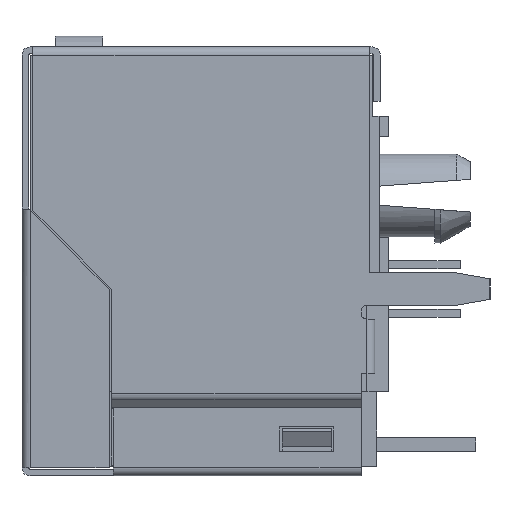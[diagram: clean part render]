
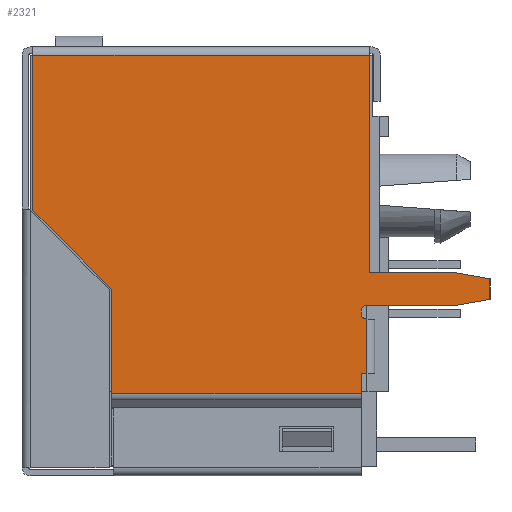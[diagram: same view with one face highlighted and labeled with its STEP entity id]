
A CAD part, left-side view. The second image highlights one B-rep face of the part: STEP entity #2321.
In plain terms, the highlighted planar face has unit normal (-1, 0, 0).
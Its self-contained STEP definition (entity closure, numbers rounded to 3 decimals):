
#13 = EDGE_CURVE ( 'NONE', #1547, #2925, #7612, .T. ) ;
#102 = CARTESIAN_POINT ( 'NONE',  ( -8.255, -12.44, 15.25 ) ) ;
#884 = LINE ( 'NONE', #21773, #13378 ) ;
#1104 = CARTESIAN_POINT ( 'NONE',  ( -8.255, -12.44, 15.55 ) ) ;
#1147 = CARTESIAN_POINT ( 'NONE',  ( -8.255, -12.14, 2.818 ) ) ;
#1260 = LINE ( 'NONE', #8144, #1785 ) ;
#1282 = CARTESIAN_POINT ( 'NONE',  ( -8.255, -16.82, 6.272 ) ) ;
#1371 = EDGE_CURVE ( 'NONE', #22239, #1547, #20727, .T. ) ;
#1547 = VERTEX_POINT ( 'NONE', #14516 ) ;
#1594 = LINE ( 'NONE', #8587, #14787 ) ;
#1609 = EDGE_CURVE ( 'NONE', #18512, #15168, #6773, .T. ) ;
#1785 = VECTOR ( 'NONE', #11654, 1000. ) ;
#1801 = EDGE_LOOP ( 'NONE', ( #13746, #3353, #19672, #17022, #8550, #17754, #5539, #19781, #17469, #17755, #21407, #8924, #21629, #6936, #5998, #4405, #4491 ) ) ;
#2247 = VECTOR ( 'NONE', #6388, 1000. ) ;
#2321 = ADVANCED_FACE ( 'NONE', ( #13411 ), #13192, .T. ) ;
#2502 = CARTESIAN_POINT ( 'NONE',  ( -8.255, -12.14, 5.76 ) ) ;
#2516 = LINE ( 'NONE', #17782, #11308 ) ;
#2739 = VERTEX_POINT ( 'NONE', #5228 ) ;
#2751 = DIRECTION ( 'NONE',  ( 0., -0.985, 0.174 ) ) ;
#2925 = VERTEX_POINT ( 'NONE', #2502 ) ;
#3141 = CARTESIAN_POINT ( 'NONE',  ( -8.255, -0.09, 9.55 ) ) ;
#3323 = AXIS2_PLACEMENT_3D ( 'NONE', #1104, #13294, #4932 ) ;
#3353 = ORIENTED_EDGE ( 'NONE', *, *, #15197, .T. ) ;
#3759 = VERTEX_POINT ( 'NONE', #14652 ) ;
#4305 = CARTESIAN_POINT ( 'NONE',  ( -8.255, -16.87, 7.04 ) ) ;
#4405 = ORIENTED_EDGE ( 'NONE', *, *, #21538, .F. ) ;
#4491 = ORIENTED_EDGE ( 'NONE', *, *, #18486, .T. ) ;
#4872 = CARTESIAN_POINT ( 'NONE',  ( -8.255, -12.14, 5.86 ) ) ;
#4932 = DIRECTION ( 'NONE',  ( 0., 0., 1. ) ) ;
#5024 = LINE ( 'NONE', #11586, #16618 ) ;
#5086 = EDGE_CURVE ( 'NONE', #8862, #19281, #5024, .T. ) ;
#5144 = DIRECTION ( 'NONE',  ( 1., 0., 0. ) ) ;
#5228 = CARTESIAN_POINT ( 'NONE',  ( -8.255, -15.62, 6.06 ) ) ;
#5253 = DIRECTION ( 'NONE',  ( 0., 0., 1. ) ) ;
#5525 = EDGE_CURVE ( 'NONE', #2739, #19563, #9758, .T. ) ;
#5539 = ORIENTED_EDGE ( 'NONE', *, *, #1609, .T. ) ;
#5721 = CARTESIAN_POINT ( 'NONE',  ( -8.255, -12.14, 3.56 ) ) ;
#5998 = ORIENTED_EDGE ( 'NONE', *, *, #5525, .T. ) ;
#6244 = LINE ( 'NONE', #9231, #7976 ) ;
#6388 = DIRECTION ( 'NONE',  ( 0., 0., 1. ) ) ;
#6530 = LINE ( 'NONE', #20534, #18449 ) ;
#6690 = DIRECTION ( 'NONE',  ( 1., 0., 0. ) ) ;
#6723 = EDGE_CURVE ( 'NONE', #18884, #21403, #8276, .T. ) ;
#6773 = LINE ( 'NONE', #15138, #14577 ) ;
#6936 = ORIENTED_EDGE ( 'NONE', *, *, #17920, .T. ) ;
#6937 = VECTOR ( 'NONE', #14602, 1000. ) ;
#7282 = CARTESIAN_POINT ( 'NONE',  ( -8.255, -12.34, 3.56 ) ) ;
#7612 = CIRCLE ( 'NONE', #18416, 0.2 ) ;
#7815 = LINE ( 'NONE', #20016, #14419 ) ;
#7976 = VECTOR ( 'NONE', #16112, 1000. ) ;
#8055 = CARTESIAN_POINT ( 'NONE',  ( -8.255, -12.34, 5.76 ) ) ;
#8093 = LINE ( 'NONE', #14983, #2247 ) ;
#8144 = CARTESIAN_POINT ( 'NONE',  ( -8.255, -12.44, -24.978 ) ) ;
#8276 = CIRCLE ( 'NONE', #20902, 0.2 ) ;
#8406 = CARTESIAN_POINT ( 'NONE',  ( -8.255, -12.14, 15.3 ) ) ;
#8550 = ORIENTED_EDGE ( 'NONE', *, *, #5086, .F. ) ;
#8587 = CARTESIAN_POINT ( 'NONE',  ( -8.255, -15.72, 7.26 ) ) ;
#8862 = VERTEX_POINT ( 'NONE', #21022 ) ;
#8924 = ORIENTED_EDGE ( 'NONE', *, *, #17193, .F. ) ;
#9166 = VECTOR ( 'NONE', #5253, 1000. ) ;
#9231 = CARTESIAN_POINT ( 'NONE',  ( -8.255, -12.39, 3.56 ) ) ;
#9395 = VECTOR ( 'NONE', #12877, 1000. ) ;
#9758 = LINE ( 'NONE', #1282, #18301 ) ;
#9860 = VERTEX_POINT ( 'NONE', #102 ) ;
#10052 = VERTEX_POINT ( 'NONE', #17117 ) ;
#10795 = EDGE_CURVE ( 'NONE', #19859, #15168, #6530, .T. ) ;
#11248 = CARTESIAN_POINT ( 'NONE',  ( -8.255, -0.09, 15.25 ) ) ;
#11274 = EDGE_CURVE ( 'NONE', #19281, #20003, #8093, .T. ) ;
#11308 = VECTOR ( 'NONE', #12700, 1000. ) ;
#11586 = CARTESIAN_POINT ( 'NONE',  ( -8.255, -3.39, 6.25 ) ) ;
#11654 = DIRECTION ( 'NONE',  ( 0., 0., 1. ) ) ;
#11682 = LINE ( 'NONE', #8406, #18026 ) ;
#12004 = CARTESIAN_POINT ( 'NONE',  ( -8.255, -12.34, 6.06 ) ) ;
#12034 = CARTESIAN_POINT ( 'NONE',  ( -8.255, -12.34, 15.55 ) ) ;
#12259 = DIRECTION ( 'NONE',  ( 0., -1., 0. ) ) ;
#12566 = LINE ( 'NONE', #4305, #6937 ) ;
#12638 = CARTESIAN_POINT ( 'NONE',  ( -8.255, -16.87, 6.28 ) ) ;
#12700 = DIRECTION ( 'NONE',  ( 0., 0., 1. ) ) ;
#12877 = DIRECTION ( 'NONE',  ( 0., -1., 0. ) ) ;
#13070 = EDGE_CURVE ( 'NONE', #18512, #8862, #2516, .T. ) ;
#13076 = DIRECTION ( 'NONE',  ( 0., 0.985, 0.174 ) ) ;
#13192 = PLANE ( 'NONE',  #3323 ) ;
#13294 = DIRECTION ( 'NONE',  ( -1., 0., 0. ) ) ;
#13378 = VECTOR ( 'NONE', #13076, 1000. ) ;
#13411 = FACE_OUTER_BOUND ( 'NONE', #1801, .T. ) ;
#13746 = ORIENTED_EDGE ( 'NONE', *, *, #17838, .T. ) ;
#14173 = VERTEX_POINT ( 'NONE', #15480 ) ;
#14419 = VECTOR ( 'NONE', #14707, 1000. ) ;
#14516 = CARTESIAN_POINT ( 'NONE',  ( -8.255, -12.34, 5.56 ) ) ;
#14577 = VECTOR ( 'NONE', #22028, 1000. ) ;
#14602 = DIRECTION ( 'NONE',  ( 0., 0., -1. ) ) ;
#14652 = CARTESIAN_POINT ( 'NONE',  ( -8.255, -12.44, 7.26 ) ) ;
#14684 = LINE ( 'NONE', #16158, #9395 ) ;
#14707 = DIRECTION ( 'NONE',  ( 0., -1., 0. ) ) ;
#14787 = VECTOR ( 'NONE', #15367, 1000. ) ;
#14870 = DIRECTION ( 'NONE',  ( 0., 0.707, 0.707 ) ) ;
#14959 = DIRECTION ( 'NONE',  ( 0., 0., -1. ) ) ;
#14983 = CARTESIAN_POINT ( 'NONE',  ( -8.255, -0.09, -24.978 ) ) ;
#15138 = CARTESIAN_POINT ( 'NONE',  ( -8.255, -12.44, 2.818 ) ) ;
#15168 = VERTEX_POINT ( 'NONE', #1147 ) ;
#15197 = EDGE_CURVE ( 'NONE', #3759, #9860, #1260, .T. ) ;
#15258 = EDGE_CURVE ( 'NONE', #20003, #9860, #7815, .T. ) ;
#15367 = DIRECTION ( 'NONE',  ( 0., 1., 0. ) ) ;
#15480 = CARTESIAN_POINT ( 'NONE',  ( -8.255, -16.87, 7.04 ) ) ;
#16112 = DIRECTION ( 'NONE',  ( 0., -1., 0. ) ) ;
#16158 = CARTESIAN_POINT ( 'NONE',  ( -8.255, -15.72, 6.06 ) ) ;
#16491 = EDGE_CURVE ( 'NONE', #19859, #22239, #6244, .T. ) ;
#16618 = VECTOR ( 'NONE', #14870, 1000. ) ;
#17022 = ORIENTED_EDGE ( 'NONE', *, *, #11274, .F. ) ;
#17117 = CARTESIAN_POINT ( 'NONE',  ( -8.255, -15.62, 7.26 ) ) ;
#17193 = EDGE_CURVE ( 'NONE', #18884, #2925, #11682, .T. ) ;
#17221 = CARTESIAN_POINT ( 'NONE',  ( -8.255, -12.34, 5.86 ) ) ;
#17469 = ORIENTED_EDGE ( 'NONE', *, *, #16491, .T. ) ;
#17754 = ORIENTED_EDGE ( 'NONE', *, *, #13070, .F. ) ;
#17755 = ORIENTED_EDGE ( 'NONE', *, *, #1371, .T. ) ;
#17782 = CARTESIAN_POINT ( 'NONE',  ( -8.255, -2.99, 15.3 ) ) ;
#17838 = EDGE_CURVE ( 'NONE', #10052, #3759, #1594, .T. ) ;
#17920 = EDGE_CURVE ( 'NONE', #21403, #2739, #14684, .T. ) ;
#18026 = VECTOR ( 'NONE', #14959, 1000. ) ;
#18301 = VECTOR ( 'NONE', #2751, 1000. ) ;
#18416 = AXIS2_PLACEMENT_3D ( 'NONE', #8055, #6690, #20248 ) ;
#18449 = VECTOR ( 'NONE', #20322, 1000. ) ;
#18486 = EDGE_CURVE ( 'NONE', #14173, #10052, #884, .T. ) ;
#18512 = VERTEX_POINT ( 'NONE', #21979 ) ;
#18884 = VERTEX_POINT ( 'NONE', #4872 ) ;
#19281 = VERTEX_POINT ( 'NONE', #3141 ) ;
#19563 = VERTEX_POINT ( 'NONE', #12638 ) ;
#19672 = ORIENTED_EDGE ( 'NONE', *, *, #15258, .F. ) ;
#19781 = ORIENTED_EDGE ( 'NONE', *, *, #10795, .F. ) ;
#19859 = VERTEX_POINT ( 'NONE', #5721 ) ;
#20003 = VERTEX_POINT ( 'NONE', #11248 ) ;
#20016 = CARTESIAN_POINT ( 'NONE',  ( -8.255, -72.974, 15.25 ) ) ;
#20248 = DIRECTION ( 'NONE',  ( 0., -1., 0. ) ) ;
#20322 = DIRECTION ( 'NONE',  ( 0., 0., -1. ) ) ;
#20534 = CARTESIAN_POINT ( 'NONE',  ( -8.255, -12.14, 15.3 ) ) ;
#20727 = LINE ( 'NONE', #12034, #9166 ) ;
#20902 = AXIS2_PLACEMENT_3D ( 'NONE', #17221, #5144, #12259 ) ;
#21022 = CARTESIAN_POINT ( 'NONE',  ( -8.255, -2.99, 6.65 ) ) ;
#21403 = VERTEX_POINT ( 'NONE', #12004 ) ;
#21407 = ORIENTED_EDGE ( 'NONE', *, *, #13, .T. ) ;
#21538 = EDGE_CURVE ( 'NONE', #14173, #19563, #12566, .T. ) ;
#21629 = ORIENTED_EDGE ( 'NONE', *, *, #6723, .T. ) ;
#21773 = CARTESIAN_POINT ( 'NONE',  ( -8.255, -16.82, 7.048 ) ) ;
#21979 = CARTESIAN_POINT ( 'NONE',  ( -8.255, -2.99, 2.818 ) ) ;
#22028 = DIRECTION ( 'NONE',  ( 0., -1., 0. ) ) ;
#22239 = VERTEX_POINT ( 'NONE', #7282 ) ;
